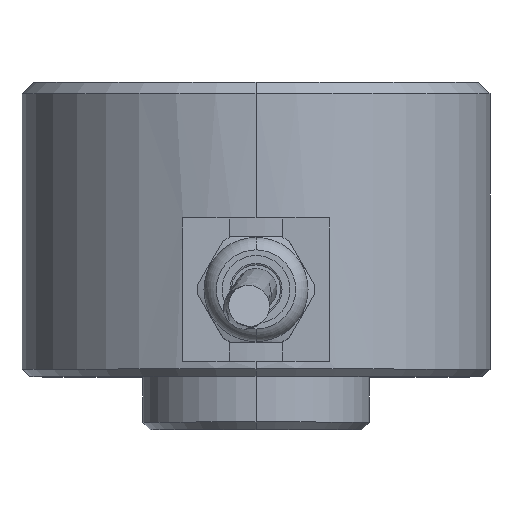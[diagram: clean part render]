
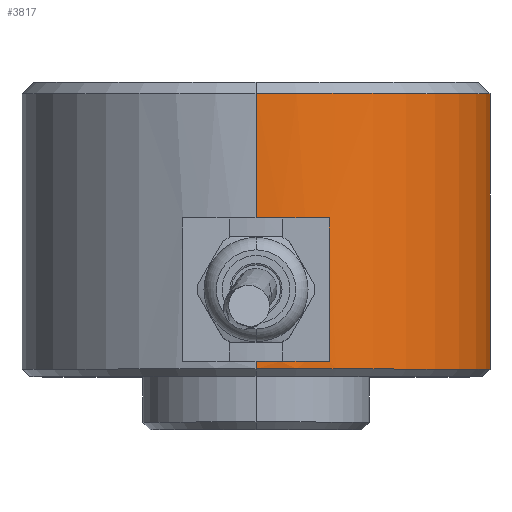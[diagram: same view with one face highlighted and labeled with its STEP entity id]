
A CAD part, top view. The second image highlights one B-rep face of the part: STEP entity #3817.
In plain terms, the highlighted cylindrical face has radius 31 mm (diameter 62 mm), a partial arc.
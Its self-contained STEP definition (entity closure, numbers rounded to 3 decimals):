
#103 = ORIENTED_EDGE ( 'NONE', *, *, #138, .F. ) ;
#138 = EDGE_CURVE ( 'NONE', #3418, #266, #3789, .T. ) ;
#153 = CARTESIAN_POINT ( 'NONE',  ( 6.624, 35.612, 20.139 ) ) ;
#266 = VERTEX_POINT ( 'NONE', #675 ) ;
#315 = DIRECTION ( 'NONE',  ( 0., 0., 1. ) ) ;
#354 = CARTESIAN_POINT ( 'NONE',  ( 6.624, 52.112, -41.861 ) ) ;
#377 = EDGE_CURVE ( 'NONE', #3258, #1460, #703, .T. ) ;
#381 = CARTESIAN_POINT ( 'NONE',  ( 6.624, 15.612, -10.861 ) ) ;
#387 = DIRECTION ( 'NONE',  ( 0., -1., 0. ) ) ;
#466 = FACE_OUTER_BOUND ( 'NONE', #2296, .T. ) ;
#675 = CARTESIAN_POINT ( 'NONE',  ( 6.624, 16.612, 20.139 ) ) ;
#703 = LINE ( 'NONE', #3717, #2409 ) ;
#724 = DIRECTION ( 'NONE',  ( 0., 0., 1. ) ) ;
#758 = ORIENTED_EDGE ( 'NONE', *, *, #826, .T. ) ;
#826 = EDGE_CURVE ( 'NONE', #1868, #1460, #2797, .T. ) ;
#854 = DIRECTION ( 'NONE',  ( 0., 1., 0. ) ) ;
#949 = ORIENTED_EDGE ( 'NONE', *, *, #1265, .T. ) ;
#1236 = DIRECTION ( 'NONE',  ( 0., -1., 0. ) ) ;
#1254 = CARTESIAN_POINT ( 'NONE',  ( 6.624, 138.778, -41.861 ) ) ;
#1265 = EDGE_CURVE ( 'NONE', #4248, #4364, #1602, .T. ) ;
#1292 = DIRECTION ( 'NONE',  ( 0., 1., 0. ) ) ;
#1360 = CARTESIAN_POINT ( 'NONE',  ( 6.624, 52.112, -10.861 ) ) ;
#1460 = VERTEX_POINT ( 'NONE', #3465 ) ;
#1597 = DIRECTION ( 'NONE',  ( 0., 1., 0. ) ) ;
#1602 = LINE ( 'NONE', #2953, #3332 ) ;
#1655 = DIRECTION ( 'NONE',  ( 0., 0., 1. ) ) ;
#1830 = CYLINDRICAL_SURFACE ( 'NONE', #3569, 31. ) ;
#1868 = VERTEX_POINT ( 'NONE', #354 ) ;
#1969 = VECTOR ( 'NONE', #3013, 1000. ) ;
#1991 = CARTESIAN_POINT ( 'NONE',  ( 6.624, 138.778, -10.861 ) ) ;
#2003 = CARTESIAN_POINT ( 'NONE',  ( 6.624, 15.612, -41.861 ) ) ;
#2016 = ORIENTED_EDGE ( 'NONE', *, *, #2505, .T. ) ;
#2296 = EDGE_LOOP ( 'NONE', ( #2016, #3040, #758, #3091, #3990, #949, #3115, #103 ) ) ;
#2312 = AXIS2_PLACEMENT_3D ( 'NONE', #381, #2758, #724 ) ;
#2352 = DIRECTION ( 'NONE',  ( 0., -1., 0. ) ) ;
#2409 = VECTOR ( 'NONE', #4060, 1000. ) ;
#2439 = EDGE_CURVE ( 'NONE', #4364, #266, #2654, .T. ) ;
#2505 = EDGE_CURVE ( 'NONE', #3418, #3841, #4073, .T. ) ;
#2526 = VECTOR ( 'NONE', #1597, 1000. ) ;
#2558 = CARTESIAN_POINT ( 'NONE',  ( 6.624, 15.612, 20.139 ) ) ;
#2628 = LINE ( 'NONE', #1254, #2526 ) ;
#2635 = AXIS2_PLACEMENT_3D ( 'NONE', #4374, #2352, #315 ) ;
#2654 = CIRCLE ( 'NONE', #2635, 31. ) ;
#2673 = CARTESIAN_POINT ( 'NONE',  ( 6.624, 138.778, 20.139 ) ) ;
#2734 = DIRECTION ( 'NONE',  ( 0., 0., 1. ) ) ;
#2758 = DIRECTION ( 'NONE',  ( 0., 1., 0. ) ) ;
#2797 = CIRCLE ( 'NONE', #2856, 31. ) ;
#2853 = CARTESIAN_POINT ( 'NONE',  ( 16.303, 35.612, 18.589 ) ) ;
#2856 = AXIS2_PLACEMENT_3D ( 'NONE', #1360, #387, #2734 ) ;
#2884 = EDGE_CURVE ( 'NONE', #3258, #4248, #3735, .T. ) ;
#2905 = CARTESIAN_POINT ( 'NONE',  ( 6.624, 35.612, -10.861 ) ) ;
#2953 = CARTESIAN_POINT ( 'NONE',  ( 16.303, 138.778, 18.589 ) ) ;
#3013 = DIRECTION ( 'NONE',  ( 0., 1., 0. ) ) ;
#3040 = ORIENTED_EDGE ( 'NONE', *, *, #3633, .T. ) ;
#3091 = ORIENTED_EDGE ( 'NONE', *, *, #377, .F. ) ;
#3115 = ORIENTED_EDGE ( 'NONE', *, *, #2439, .T. ) ;
#3252 = DIRECTION ( 'NONE',  ( 0., 0., 1. ) ) ;
#3258 = VERTEX_POINT ( 'NONE', #153 ) ;
#3332 = VECTOR ( 'NONE', #1236, 1000. ) ;
#3418 = VERTEX_POINT ( 'NONE', #2558 ) ;
#3465 = CARTESIAN_POINT ( 'NONE',  ( 6.624, 52.112, 20.139 ) ) ;
#3530 = CARTESIAN_POINT ( 'NONE',  ( 16.303, 16.612, 18.589 ) ) ;
#3569 = AXIS2_PLACEMENT_3D ( 'NONE', #1991, #1292, #1655 ) ;
#3633 = EDGE_CURVE ( 'NONE', #3841, #1868, #2628, .T. ) ;
#3717 = CARTESIAN_POINT ( 'NONE',  ( 6.624, 138.778, 20.139 ) ) ;
#3735 = CIRCLE ( 'NONE', #4000, 31. ) ;
#3789 = LINE ( 'NONE', #2673, #1969 ) ;
#3817 = ADVANCED_FACE ( 'NONE', ( #466 ), #1830, .T. ) ;
#3841 = VERTEX_POINT ( 'NONE', #2003 ) ;
#3990 = ORIENTED_EDGE ( 'NONE', *, *, #2884, .T. ) ;
#4000 = AXIS2_PLACEMENT_3D ( 'NONE', #2905, #854, #3252 ) ;
#4060 = DIRECTION ( 'NONE',  ( 0., 1., 0. ) ) ;
#4073 = CIRCLE ( 'NONE', #2312, 31. ) ;
#4248 = VERTEX_POINT ( 'NONE', #2853 ) ;
#4364 = VERTEX_POINT ( 'NONE', #3530 ) ;
#4374 = CARTESIAN_POINT ( 'NONE',  ( 6.624, 16.612, -10.861 ) ) ;
